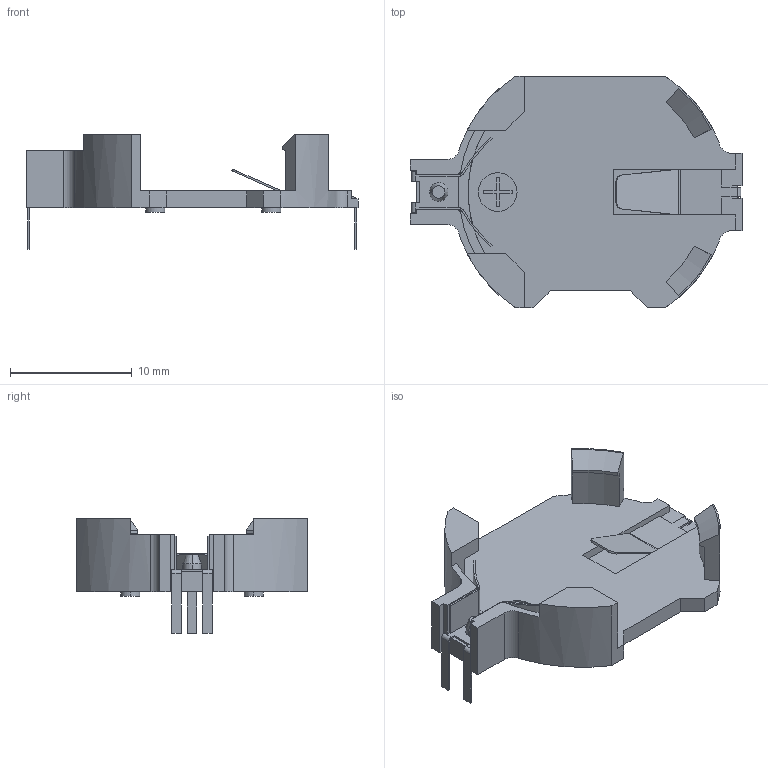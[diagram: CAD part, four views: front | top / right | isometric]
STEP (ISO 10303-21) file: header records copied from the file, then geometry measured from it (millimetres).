
FILE_DESCRIPTION((''),'2;1');
FILE_NAME('C-120591-1','2012-09-30T',('workeradm'),('Tyco Electronics Ltd.'),'PRO/ENGINEER BY PARAMETRIC TECHNOLOGY CORPORATION, 2010430','PRO/ENGINEER BY PARAMETRIC TECHNOLOGY CORPORATION, 2010430','');
FILE_SCHEMA(('AUTOMOTIVE_DESIGN { 1 0 10303 214 1 1 1 1 }'));
Length unit declared in the file: millimetre
Products named in the file (1): C-120591-1
Bounding box: 27.3 x 19.05 x 9.45 mm (x, y, z)
Volume: 708.2 mm3; surface area: 1382.9 mm2
Topology: 1 solids, 1 shells, 166 faces, 455 edges, 298 vertices
Faces by surface type: plane 112, cylinder 48, cone 6
Entity records: 5552 total; most frequent: CARTESIAN_POINT 921, ORIENTED_EDGE 910, DIRECTION 895, EDGE_CURVE 455, VECTOR 347, LINE 347, VERTEX_POINT 298, AXIS2_PLACEMENT_3D 274
